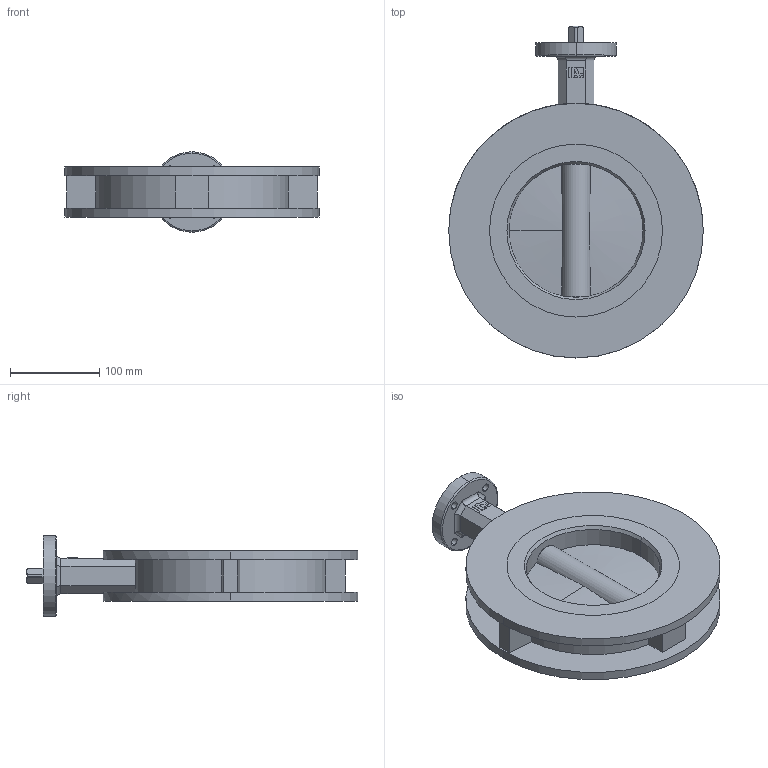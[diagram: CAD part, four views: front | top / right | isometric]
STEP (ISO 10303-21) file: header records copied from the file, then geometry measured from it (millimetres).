
FILE_DESCRIPTION (( 'STEP AP214' ), '1' );
FILE_NAME ('D40150.__.step', '2013-07-30T15:13:59', ( 'mbuehlmann' ), ( '' ), 'SwSTEP 2.0', 'SolidWorks 2012', '' );
FILE_SCHEMA (( 'AUTOMOTIVE_DESIGN' ));
Length unit declared in the file: millimetre
Products named in the file (6): ia-Logo12_ia-Logo12; ia-scheibe250_ia-scheibe150; ia-Dichtungbasic_Dichtung150; ia-4kt_ia-4kt150; BO.D40150.__; D40150.__
Assembly tree (5 placements, depth 2):
  D40150.__
    BO.D40150.__
    ia-4kt_ia-4kt150
    ia-Dichtungbasic_Dichtung150
    ia-scheibe250_ia-scheibe150
    ia-Logo12_ia-Logo12
Bounding box: 285 x 371.5 x 90 mm (x, y, z)
Volume: 2087280.1 mm3; surface area: 361519.7 mm2
Topology: 5 solids, 5 shells, 129 faces, 331 edges, 212 vertices
Faces by surface type: plane 58, cylinder 41, cone 16, torus 12, sphere 2
Entity records: 4345 total; most frequent: CARTESIAN_POINT 972, DIRECTION 665, ORIENTED_EDGE 656, EDGE_CURVE 328, AXIS2_PLACEMENT_3D 246, VERTEX_POINT 211, LINE 173, VECTOR 173
